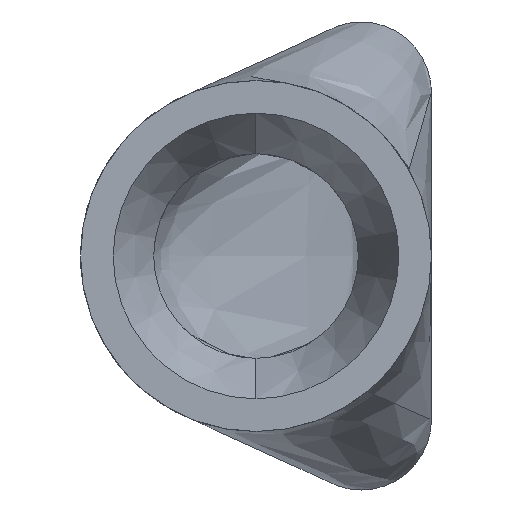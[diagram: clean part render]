
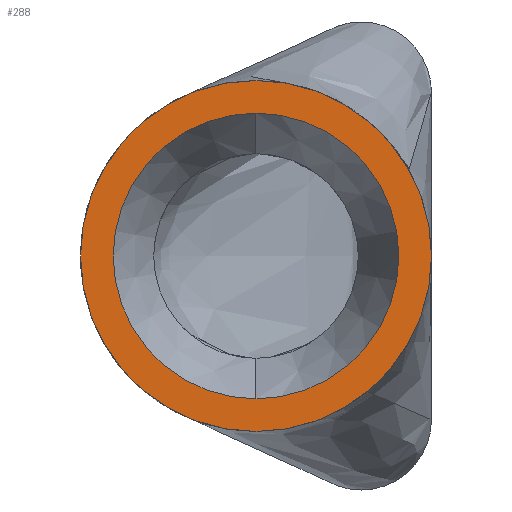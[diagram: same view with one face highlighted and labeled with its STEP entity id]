
A CAD part, left-side view. The second image highlights one B-rep face of the part: STEP entity #288.
In plain terms, the highlighted planar face has unit normal (-1, 0, 0).
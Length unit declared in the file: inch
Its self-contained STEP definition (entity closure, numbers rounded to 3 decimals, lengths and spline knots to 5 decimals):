
#28 = EDGE_LOOP ( 'NONE', ( #402, #996 ) ) ;
#35 = DIRECTION ( 'NONE',  ( -1., 0., 0. ) ) ;
#45 = DIRECTION ( 'NONE',  ( 0., 0., 1. ) ) ;
#80 = DIRECTION ( 'NONE',  ( 1., 0., 0. ) ) ;
#102 = VERTEX_POINT ( 'NONE', #571 ) ;
#119 = CIRCLE ( 'NONE', #210, 0.2625 ) ;
#139 = VERTEX_POINT ( 'NONE', #426 ) ;
#165 = VERTEX_POINT ( 'NONE', #449 ) ;
#175 = CARTESIAN_POINT ( 'NONE',  ( 0., 0.2625, 0. ) ) ;
#184 = CIRCLE ( 'NONE', #1039, 0.21362 ) ;
#194 = EDGE_CURVE ( 'NONE', #165, #139, #119, .T. ) ;
#206 = DIRECTION ( 'NONE',  ( -1., 0., 0. ) ) ;
#210 = AXIS2_PLACEMENT_3D ( 'NONE', #380, #35, #45 ) ;
#262 = AXIS2_PLACEMENT_3D ( 'NONE', #650, #80, #752 ) ;
#288 = ADVANCED_FACE ( 'NONE', ( #622, #1063 ), #460, .T. ) ;
#379 = DIRECTION ( 'NONE',  ( -1., 0., 0. ) ) ;
#380 = CARTESIAN_POINT ( 'NONE',  ( 0., 0.2625, 0. ) ) ;
#385 = DIRECTION ( 'NONE',  ( 0., 0., 1. ) ) ;
#402 = ORIENTED_EDGE ( 'NONE', *, *, #634, .T. ) ;
#426 = CARTESIAN_POINT ( 'NONE',  ( 0., 0.2625, 0.2625 ) ) ;
#427 = EDGE_CURVE ( 'NONE', #479, #102, #962, .T. ) ;
#449 = CARTESIAN_POINT ( 'NONE',  ( 0., 0.2625, -0.2625 ) ) ;
#460 = PLANE ( 'NONE',  #522 ) ;
#466 = CARTESIAN_POINT ( 'NONE',  ( 0., 0., 0. ) ) ;
#479 = VERTEX_POINT ( 'NONE', #1085 ) ;
#522 = AXIS2_PLACEMENT_3D ( 'NONE', #466, #206, #803 ) ;
#527 = ORIENTED_EDGE ( 'NONE', *, *, #840, .T. ) ;
#571 = CARTESIAN_POINT ( 'NONE',  ( 0., 0.2625, 0.21362 ) ) ;
#589 = EDGE_LOOP ( 'NONE', ( #527, #980 ) ) ;
#622 = FACE_BOUND ( 'NONE', #589, .T. ) ;
#634 = EDGE_CURVE ( 'NONE', #139, #165, #1043, .T. ) ;
#650 = CARTESIAN_POINT ( 'NONE',  ( 0., 0.2625, 0. ) ) ;
#687 = DIRECTION ( 'NONE',  ( 0., 0., 1. ) ) ;
#752 = DIRECTION ( 'NONE',  ( 0., 0., 1. ) ) ;
#803 = DIRECTION ( 'NONE',  ( 0., 0., 1. ) ) ;
#840 = EDGE_CURVE ( 'NONE', #102, #479, #184, .T. ) ;
#962 = CIRCLE ( 'NONE', #262, 0.21362 ) ;
#965 = CARTESIAN_POINT ( 'NONE',  ( 0., 0.2625, 0. ) ) ;
#980 = ORIENTED_EDGE ( 'NONE', *, *, #427, .T. ) ;
#996 = ORIENTED_EDGE ( 'NONE', *, *, #194, .T. ) ;
#1007 = AXIS2_PLACEMENT_3D ( 'NONE', #965, #379, #385 ) ;
#1039 = AXIS2_PLACEMENT_3D ( 'NONE', #175, #1089, #687 ) ;
#1043 = CIRCLE ( 'NONE', #1007, 0.2625 ) ;
#1063 = FACE_OUTER_BOUND ( 'NONE', #28, .T. ) ;
#1085 = CARTESIAN_POINT ( 'NONE',  ( 0., 0.2625, -0.21362 ) ) ;
#1089 = DIRECTION ( 'NONE',  ( 1., 0., 0. ) ) ;
